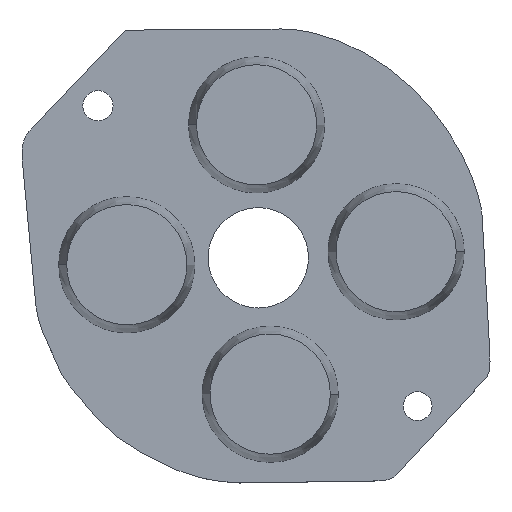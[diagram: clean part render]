
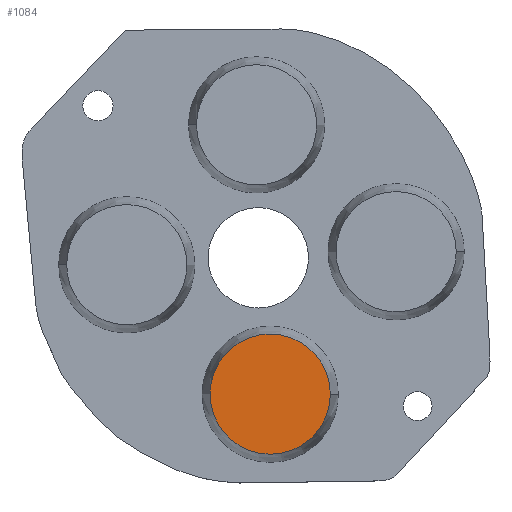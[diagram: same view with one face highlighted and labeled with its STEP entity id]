
A CAD part, top view. The second image highlights one B-rep face of the part: STEP entity #1084.
In plain terms, the highlighted planar face has unit normal (0, 0, 1).
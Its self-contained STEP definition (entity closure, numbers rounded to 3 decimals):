
#113 = DIRECTION ( 'NONE',  ( 0., 0., 1. ) ) ;
#134 = AXIS2_PLACEMENT_3D ( 'NONE', #945, #113, #324 ) ;
#135 = VERTEX_POINT ( 'NONE', #1168 ) ;
#148 = ORIENTED_EDGE ( 'NONE', *, *, #535, .T. ) ;
#324 = DIRECTION ( 'NONE',  ( 1., 0., 0. ) ) ;
#459 = DIRECTION ( 'NONE',  ( 0., 0., 1. ) ) ;
#481 = DIRECTION ( 'NONE',  ( 1., 0., 0. ) ) ;
#516 = EDGE_LOOP ( 'NONE', ( #148, #662 ) ) ;
#535 = EDGE_CURVE ( 'NONE', #1209, #135, #714, .T. ) ;
#563 = CIRCLE ( 'NONE', #134, 3.971 ) ;
#581 = DIRECTION ( 'NONE',  ( 0., 0., 1. ) ) ;
#628 = AXIS2_PLACEMENT_3D ( 'NONE', #992, #459, #1086 ) ;
#662 = ORIENTED_EDGE ( 'NONE', *, *, #717, .T. ) ;
#714 = CIRCLE ( 'NONE', #839, 3.971 ) ;
#717 = EDGE_CURVE ( 'NONE', #135, #1209, #563, .T. ) ;
#778 = PLANE ( 'NONE',  #628 ) ;
#806 = CARTESIAN_POINT ( 'NONE',  ( -15.924, 7.517, -44.321 ) ) ;
#839 = AXIS2_PLACEMENT_3D ( 'NONE', #1124, #581, #481 ) ;
#945 = CARTESIAN_POINT ( 'NONE',  ( -19.895, 7.517, -44.321 ) ) ;
#992 = CARTESIAN_POINT ( 'NONE',  ( -19.895, 7.517, -44.321 ) ) ;
#1000 = FACE_OUTER_BOUND ( 'NONE', #516, .T. ) ;
#1084 = ADVANCED_FACE ( 'NONE', ( #1000 ), #778, .T. ) ;
#1086 = DIRECTION ( 'NONE',  ( 1., 0., 0. ) ) ;
#1124 = CARTESIAN_POINT ( 'NONE',  ( -19.895, 7.517, -44.321 ) ) ;
#1168 = CARTESIAN_POINT ( 'NONE',  ( -23.866, 7.517, -44.321 ) ) ;
#1209 = VERTEX_POINT ( 'NONE', #806 ) ;
